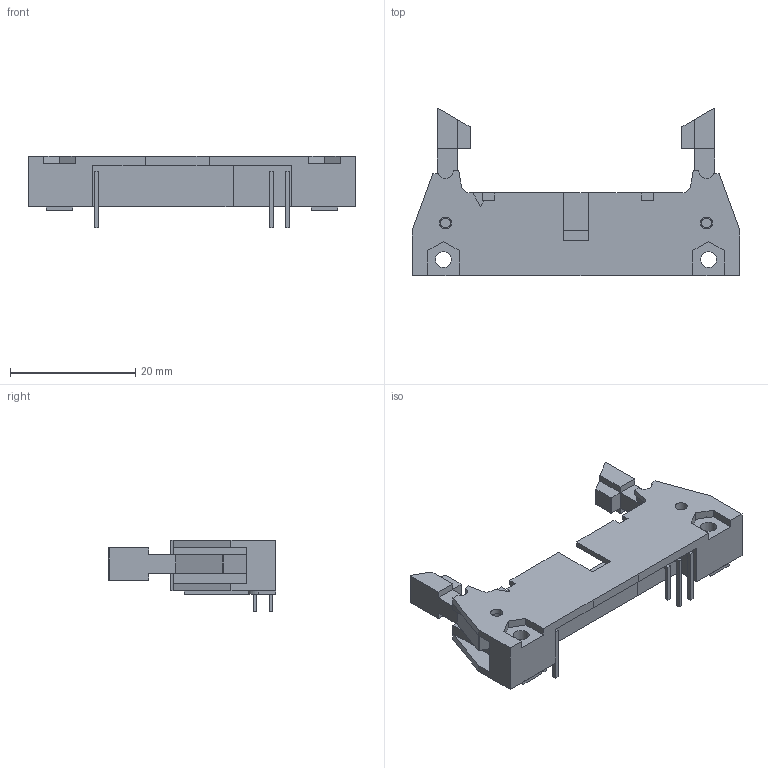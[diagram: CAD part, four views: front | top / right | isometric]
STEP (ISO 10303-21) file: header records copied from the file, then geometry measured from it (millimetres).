
FILE_DESCRIPTION(/* description */ (''),/* implementation_level */ '2;1');
FILE_NAME(/* name */ '3M_3429-5302_a.stp',/* time_stamp */ '2015-12-08T11:40:06+01:00',/* author */ ('riccim'),/* organization */ (''),/* preprocessor_version */ 'ST-DEVELOPER v15.5',/* originating_system */ 'AutoCAD Mechanical',/* authorisation */ ', , ');
FILE_SCHEMA (('AUTOMOTIVE_DESIGN { 1 0 10303 214 3 1 1 }'));
Length unit declared in the file: millimetre
Products named in the file (1): Product
Bounding box: 52.32 x 26.67 x 11.48 mm (x, y, z)
Volume: 3320.9 mm3; surface area: 4703.7 mm2
Topology: 13 solids, 13 shells, 241 faces, 630 edges, 416 vertices
Faces by surface type: plane 208, cylinder 33
Full cylindrical faces by diameter (mm): 1.575 x2, 1.904 x2, 1.905 x1, 2.54 x4
Entity records: 7272 total; most frequent: CARTESIAN_POINT 1271, ORIENTED_EDGE 1234, DIRECTION 1167, EDGE_CURVE 617, LINE 551, VECTOR 551, VERTEX_POINT 412, AXIS2_PLACEMENT_3D 308
